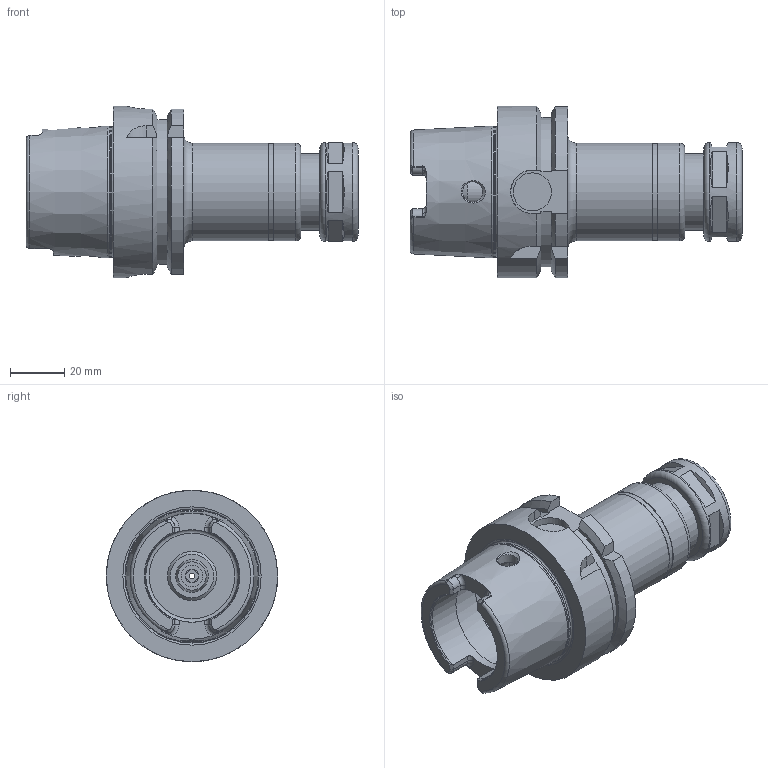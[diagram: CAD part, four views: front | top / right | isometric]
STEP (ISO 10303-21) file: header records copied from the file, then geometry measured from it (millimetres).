
FILE_DESCRIPTION((''),'2;1');
FILE_NAME('536075116090-3D.stp','2020-01-08T11:20:40',('nttooll'),(''),'Autodesk Inventor 2012','Autodesk Inventor 2012','');
FILE_SCHEMA(('AUTOMOTIVE_DESIGN { 1 0 10303 214 1 1 1 1 }'));
Length unit declared in the file: millimetre
Products named in the file (1): 536075116090-3D
Bounding box: 122 x 63 x 63 mm (x, y, z)
Volume: 130401.6 mm3; surface area: 36538.7 mm2
Topology: 1 solids, 2 shells, 185 faces, 428 edges, 272 vertices
Faces by surface type: plane 85, cylinder 52, cone 30, torus 18
Full cylindrical faces by diameter (mm): 2 x1, 4.5 x1, 5 x1, 7.5 x2, 8 x1, 11.3 x1, 12 x1, 12.8 x1, 13.319 x1, 14 x1, 15.8 x1, 17 x2, 17.5 x2, 18 x1, 20 x1, 22.1 x1, 24.5 x1, 28 x2, 34 x1, 34.5 x1, 35.6 x1, 36 x2, 36.3 x1, 40 x1, 48 x1, 63 x1
Entity records: 5242 total; most frequent: CARTESIAN_POINT 1278, DIRECTION 840, ORIENTED_EDGE 722, EDGE_CURVE 361, AXIS2_PLACEMENT_3D 355, EDGE_LOOP 274, VERTEX_POINT 261, FACE_OUTER_BOUND 185
